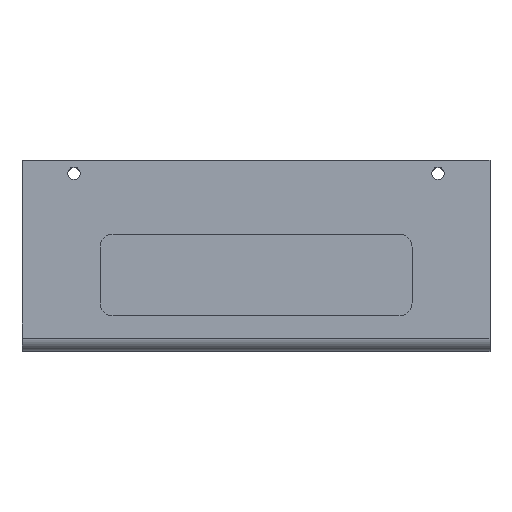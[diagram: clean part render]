
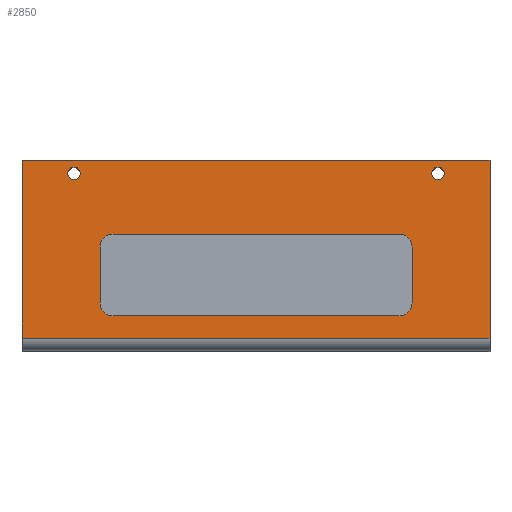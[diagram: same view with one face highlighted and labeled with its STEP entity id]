
A CAD part, top view. The second image highlights one B-rep face of the part: STEP entity #2850.
In plain terms, the highlighted planar face has unit normal (0, 0, 1).
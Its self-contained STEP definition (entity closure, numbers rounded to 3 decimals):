
#20 = EDGE_CURVE ( 'NONE', #5150, #1901, #4825, .T. ) ;
#45 = LINE ( 'NONE', #2233, #3076 ) ;
#59 = VERTEX_POINT ( 'NONE', #3494 ) ;
#162 = ORIENTED_EDGE ( 'NONE', *, *, #2012, .T. ) ;
#193 = CARTESIAN_POINT ( 'NONE',  ( -4.992, 3.175, 8.181 ) ) ;
#205 = CARTESIAN_POINT ( 'NONE',  ( 14.058, 11.762, 8.181 ) ) ;
#212 = CARTESIAN_POINT ( 'NONE',  ( -4.992, 3.175, 8.181 ) ) ;
#217 = EDGE_CURVE ( 'NONE', #5150, #4944, #902, .T. ) ;
#240 = CARTESIAN_POINT ( 'NONE',  ( 87.083, 8.588, 8.181 ) ) ;
#242 = FACE_BOUND ( 'NONE', #394, .T. ) ;
#294 = EDGE_CURVE ( 'NONE', #4757, #1901, #422, .T. ) ;
#383 = DIRECTION ( 'NONE',  ( -1., 0., 0. ) ) ;
#394 = EDGE_LOOP ( 'NONE', ( #1828, #2134, #935, #3374, #2362, #2575, #2832, #4799 ) ) ;
#422 = CIRCLE ( 'NONE', #3860, 3.175 ) ;
#517 = ORIENTED_EDGE ( 'NONE', *, *, #4397, .T. ) ;
#558 = LINE ( 'NONE', #2116, #4641 ) ;
#589 = EDGE_LOOP ( 'NONE', ( #4278, #162, #517, #4801 ) ) ;
#695 = CARTESIAN_POINT ( 'NONE',  ( 109.308, 0., 8.181 ) ) ;
#742 = CARTESIAN_POINT ( 'NONE',  ( 14.058, 28.587, 8.181 ) ) ;
#762 = CARTESIAN_POINT ( 'NONE',  ( 109.308, 3.175, 8.181 ) ) ;
#771 = VERTEX_POINT ( 'NONE', #2152 ) ;
#782 = DIRECTION ( 'NONE',  ( 0., 0., -1. ) ) ;
#812 = VERTEX_POINT ( 'NONE', #4145 ) ;
#833 = CARTESIAN_POINT ( 'NONE',  ( -4.992, 0., 8.181 ) ) ;
#894 = CARTESIAN_POINT ( 'NONE',  ( -4.992, 46.587, 8.181 ) ) ;
#902 = CIRCLE ( 'NONE', #2788, 3.175 ) ;
#931 = VERTEX_POINT ( 'NONE', #5035 ) ;
#935 = ORIENTED_EDGE ( 'NONE', *, *, #20, .F. ) ;
#994 = VERTEX_POINT ( 'NONE', #762 ) ;
#1006 = EDGE_LOOP ( 'NONE', ( #1846, #4399 ) ) ;
#1026 = DIRECTION ( 'NONE',  ( -1., 0., 0. ) ) ;
#1074 = ORIENTED_EDGE ( 'NONE', *, *, #4977, .F. ) ;
#1098 = DIRECTION ( 'NONE',  ( 0., 1., 0. ) ) ;
#1110 = DIRECTION ( 'NONE',  ( -1., 0., 0. ) ) ;
#1155 = ORIENTED_EDGE ( 'NONE', *, *, #4127, .F. ) ;
#1289 = FACE_OUTER_BOUND ( 'NONE', #589, .T. ) ;
#1306 = CARTESIAN_POINT ( 'NONE',  ( 96.608, 43.413, 8.181 ) ) ;
#1335 = DIRECTION ( 'NONE',  ( 1., 0., 0. ) ) ;
#1337 = VERTEX_POINT ( 'NONE', #193 ) ;
#1434 = AXIS2_PLACEMENT_3D ( 'NONE', #3161, #782, #3550 ) ;
#1481 = AXIS2_PLACEMENT_3D ( 'NONE', #1984, #4763, #2379 ) ;
#1550 = AXIS2_PLACEMENT_3D ( 'NONE', #4699, #2319, #5109 ) ;
#1598 = CARTESIAN_POINT ( 'NONE',  ( 0., 0., 8.181 ) ) ;
#1641 = CIRCLE ( 'NONE', #3780, 1.5 ) ;
#1710 = DIRECTION ( 'NONE',  ( -1., 0., 0. ) ) ;
#1751 = CARTESIAN_POINT ( 'NONE',  ( 17.233, 11.763, 8.181 ) ) ;
#1761 = DIRECTION ( 'NONE',  ( -1., 0., 0. ) ) ;
#1828 = ORIENTED_EDGE ( 'NONE', *, *, #3303, .F. ) ;
#1846 = ORIENTED_EDGE ( 'NONE', *, *, #4642, .F. ) ;
#1901 = VERTEX_POINT ( 'NONE', #2194 ) ;
#1984 = CARTESIAN_POINT ( 'NONE',  ( 7.708, 43.413, 8.181 ) ) ;
#2012 = EDGE_CURVE ( 'NONE', #994, #4265, #2672, .T. ) ;
#2116 = CARTESIAN_POINT ( 'NONE',  ( 90.258, 28.587, 8.181 ) ) ;
#2134 = ORIENTED_EDGE ( 'NONE', *, *, #294, .T. ) ;
#2152 = CARTESIAN_POINT ( 'NONE',  ( 90.258, 11.762, 8.181 ) ) ;
#2156 = DIRECTION ( 'NONE',  ( 0., 0., -1. ) ) ;
#2165 = DIRECTION ( 'NONE',  ( -1., 0., 0. ) ) ;
#2194 = CARTESIAN_POINT ( 'NONE',  ( 17.233, 28.587, 8.181 ) ) ;
#2225 = CIRCLE ( 'NONE', #1434, 3.175 ) ;
#2233 = CARTESIAN_POINT ( 'NONE',  ( 0., 46.587, 8.181 ) ) ;
#2263 = VERTEX_POINT ( 'NONE', #4407 ) ;
#2278 = EDGE_CURVE ( 'NONE', #3059, #1337, #4985, .T. ) ;
#2319 = DIRECTION ( 'NONE',  ( 0., 0., 1. ) ) ;
#2334 = CARTESIAN_POINT ( 'NONE',  ( 14.058, 28.587, 8.181 ) ) ;
#2362 = ORIENTED_EDGE ( 'NONE', *, *, #3072, .F. ) ;
#2379 = DIRECTION ( 'NONE',  ( -1., 0., 0. ) ) ;
#2391 = DIRECTION ( 'NONE',  ( -1., 0., 0. ) ) ;
#2422 = LINE ( 'NONE', #212, #3233 ) ;
#2449 = CARTESIAN_POINT ( 'NONE',  ( 14.058, 25.412, 8.181 ) ) ;
#2516 = EDGE_CURVE ( 'NONE', #994, #1337, #2422, .T. ) ;
#2575 = ORIENTED_EDGE ( 'NONE', *, *, #3318, .T. ) ;
#2615 = CARTESIAN_POINT ( 'NONE',  ( 87.083, 25.412, 8.181 ) ) ;
#2645 = AXIS2_PLACEMENT_3D ( 'NONE', #1598, #4773, #2391 ) ;
#2672 = LINE ( 'NONE', #695, #4664 ) ;
#2745 = DIRECTION ( 'NONE',  ( 0., 0., 1. ) ) ;
#2788 = AXIS2_PLACEMENT_3D ( 'NONE', #2615, #2156, #1761 ) ;
#2832 = ORIENTED_EDGE ( 'NONE', *, *, #3585, .F. ) ;
#2850 = ADVANCED_FACE ( 'NONE', ( #242, #3662, #3395, #1289 ), #5167, .F. ) ;
#2980 = DIRECTION ( 'NONE',  ( -1., 0., 0. ) ) ;
#3059 = VERTEX_POINT ( 'NONE', #894 ) ;
#3072 = EDGE_CURVE ( 'NONE', #771, #4944, #558, .T. ) ;
#3076 = VECTOR ( 'NONE', #1026, 1000. ) ;
#3114 = EDGE_LOOP ( 'NONE', ( #1074, #1155 ) ) ;
#3161 = CARTESIAN_POINT ( 'NONE',  ( 87.083, 11.762, 8.181 ) ) ;
#3233 = VECTOR ( 'NONE', #2980, 1000. ) ;
#3303 = EDGE_CURVE ( 'NONE', #4757, #3672, #4703, .T. ) ;
#3318 = EDGE_CURVE ( 'NONE', #771, #4352, #2225, .T. ) ;
#3346 = CARTESIAN_POINT ( 'NONE',  ( 109.308, 46.587, 8.181 ) ) ;
#3374 = ORIENTED_EDGE ( 'NONE', *, *, #217, .T. ) ;
#3395 = FACE_BOUND ( 'NONE', #3114, .T. ) ;
#3494 = CARTESIAN_POINT ( 'NONE',  ( 6.208, 43.413, 8.181 ) ) ;
#3519 = CARTESIAN_POINT ( 'NONE',  ( 17.233, 25.412, 8.181 ) ) ;
#3550 = DIRECTION ( 'NONE',  ( -1., 0., 0. ) ) ;
#3585 = EDGE_CURVE ( 'NONE', #931, #4352, #4964, .T. ) ;
#3597 = EDGE_CURVE ( 'NONE', #931, #3672, #3772, .T. ) ;
#3658 = VECTOR ( 'NONE', #3923, 1000. ) ;
#3662 = FACE_BOUND ( 'NONE', #1006, .T. ) ;
#3672 = VERTEX_POINT ( 'NONE', #205 ) ;
#3732 = CARTESIAN_POINT ( 'NONE',  ( 95.108, 43.413, 8.181 ) ) ;
#3767 = CIRCLE ( 'NONE', #3828, 1.5 ) ;
#3772 = CIRCLE ( 'NONE', #3844, 3.175 ) ;
#3780 = AXIS2_PLACEMENT_3D ( 'NONE', #5154, #2745, #383 ) ;
#3828 = AXIS2_PLACEMENT_3D ( 'NONE', #1306, #4101, #1710 ) ;
#3844 = AXIS2_PLACEMENT_3D ( 'NONE', #1751, #4533, #2165 ) ;
#3860 = AXIS2_PLACEMENT_3D ( 'NONE', #3519, #4652, #1110 ) ;
#3877 = EDGE_CURVE ( 'NONE', #2263, #59, #4760, .T. ) ;
#3900 = VECTOR ( 'NONE', #3919, 1000. ) ;
#3904 = VECTOR ( 'NONE', #1335, 1000. ) ;
#3919 = DIRECTION ( 'NONE',  ( -1., 0., 0. ) ) ;
#3923 = DIRECTION ( 'NONE',  ( 0., -1., 0. ) ) ;
#4101 = DIRECTION ( 'NONE',  ( 0., 0., 1. ) ) ;
#4117 = CARTESIAN_POINT ( 'NONE',  ( 14.058, 8.588, 8.181 ) ) ;
#4127 = EDGE_CURVE ( 'NONE', #812, #4237, #3767, .T. ) ;
#4145 = CARTESIAN_POINT ( 'NONE',  ( 98.108, 43.413, 8.181 ) ) ;
#4237 = VERTEX_POINT ( 'NONE', #3732 ) ;
#4265 = VERTEX_POINT ( 'NONE', #3346 ) ;
#4278 = ORIENTED_EDGE ( 'NONE', *, *, #2516, .F. ) ;
#4301 = CARTESIAN_POINT ( 'NONE',  ( 90.258, 25.412, 8.181 ) ) ;
#4352 = VERTEX_POINT ( 'NONE', #240 ) ;
#4397 = EDGE_CURVE ( 'NONE', #4265, #3059, #45, .T. ) ;
#4399 = ORIENTED_EDGE ( 'NONE', *, *, #3877, .F. ) ;
#4407 = CARTESIAN_POINT ( 'NONE',  ( 9.208, 43.413, 8.181 ) ) ;
#4419 = DIRECTION ( 'NONE',  ( 0., -1., 0. ) ) ;
#4533 = DIRECTION ( 'NONE',  ( 0., 0., -1. ) ) ;
#4641 = VECTOR ( 'NONE', #4882, 1000. ) ;
#4642 = EDGE_CURVE ( 'NONE', #59, #2263, #5138, .T. ) ;
#4652 = DIRECTION ( 'NONE',  ( 0., 0., -1. ) ) ;
#4664 = VECTOR ( 'NONE', #1098, 1000. ) ;
#4699 = CARTESIAN_POINT ( 'NONE',  ( 7.708, 43.413, 8.181 ) ) ;
#4703 = LINE ( 'NONE', #742, #3658 ) ;
#4717 = VECTOR ( 'NONE', #4419, 1000. ) ;
#4757 = VERTEX_POINT ( 'NONE', #2449 ) ;
#4760 = CIRCLE ( 'NONE', #1550, 1.5 ) ;
#4763 = DIRECTION ( 'NONE',  ( 0., 0., 1. ) ) ;
#4773 = DIRECTION ( 'NONE',  ( 0., 0., -1. ) ) ;
#4799 = ORIENTED_EDGE ( 'NONE', *, *, #3597, .T. ) ;
#4801 = ORIENTED_EDGE ( 'NONE', *, *, #2278, .T. ) ;
#4825 = LINE ( 'NONE', #2334, #3900 ) ;
#4878 = CARTESIAN_POINT ( 'NONE',  ( 87.083, 28.587, 8.181 ) ) ;
#4882 = DIRECTION ( 'NONE',  ( 0., 1., 0. ) ) ;
#4944 = VERTEX_POINT ( 'NONE', #4301 ) ;
#4964 = LINE ( 'NONE', #4117, #3904 ) ;
#4977 = EDGE_CURVE ( 'NONE', #4237, #812, #1641, .T. ) ;
#4985 = LINE ( 'NONE', #833, #4717 ) ;
#5035 = CARTESIAN_POINT ( 'NONE',  ( 17.233, 8.588, 8.181 ) ) ;
#5109 = DIRECTION ( 'NONE',  ( -1., 0., 0. ) ) ;
#5138 = CIRCLE ( 'NONE', #1481, 1.5 ) ;
#5150 = VERTEX_POINT ( 'NONE', #4878 ) ;
#5154 = CARTESIAN_POINT ( 'NONE',  ( 96.608, 43.413, 8.181 ) ) ;
#5167 = PLANE ( 'NONE',  #2645 ) ;
